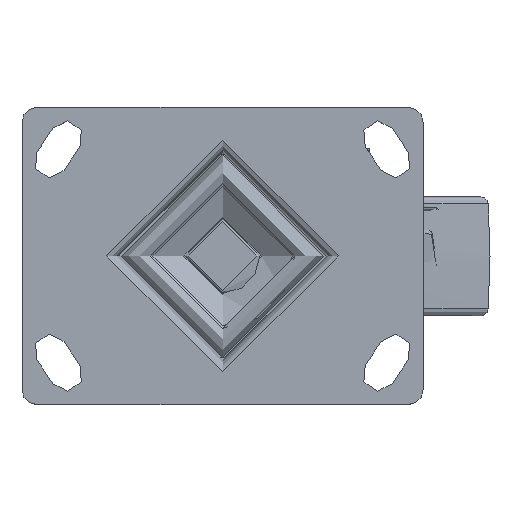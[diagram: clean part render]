
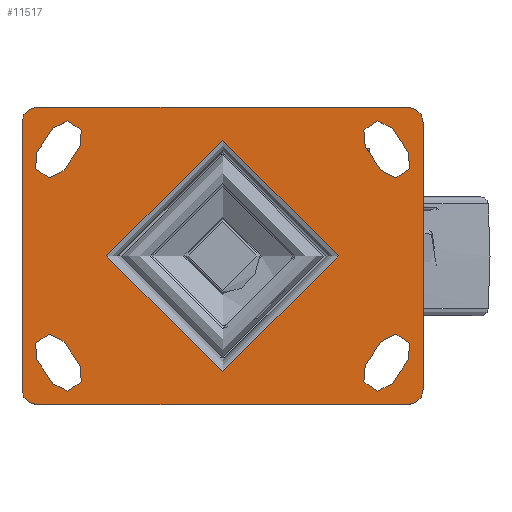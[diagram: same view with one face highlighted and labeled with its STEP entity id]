
A CAD part, top view. The second image highlights one B-rep face of the part: STEP entity #11517.
In plain terms, the highlighted planar face has unit normal (0, 0, 1).
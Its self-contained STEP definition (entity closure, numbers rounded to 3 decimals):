
#894=FACE_BOUND('',#3636,.T.);
#895=FACE_BOUND('',#3637,.T.);
#896=FACE_BOUND('',#3638,.T.);
#897=FACE_BOUND('',#3639,.T.);
#898=FACE_BOUND('',#3640,.T.);
#961=PLANE('',#12569);
#1374=LINE('',#17447,#2093);
#1376=LINE('',#17450,#2095);
#1378=LINE('',#17453,#2097);
#1380=LINE('',#17456,#2099);
#1382=LINE('',#17459,#2101);
#1384=LINE('',#17462,#2103);
#1386=LINE('',#17465,#2105);
#1388=LINE('',#17468,#2107);
#1389=LINE('',#17470,#2108);
#1391=LINE('',#17473,#2110);
#1392=LINE('',#17474,#2111);
#1393=LINE('',#17475,#2112);
#2093=VECTOR('',#14122,1000.);
#2095=VECTOR('',#14126,1000.);
#2097=VECTOR('',#14130,1000.);
#2099=VECTOR('',#14134,1000.);
#2101=VECTOR('',#14138,1000.);
#2103=VECTOR('',#14142,1000.);
#2105=VECTOR('',#14146,1000.);
#2107=VECTOR('',#14150,1000.);
#2108=VECTOR('',#14153,1000.);
#2110=VECTOR('',#14157,1000.);
#2111=VECTOR('',#14158,1000.);
#2112=VECTOR('',#14159,1000.);
#2904=FACE_OUTER_BOUND('',#3635,.T.);
#3635=EDGE_LOOP('',(#8162,#8163,#8164,#8165,#8166,#8167,#8168,#8169));
#3636=EDGE_LOOP('',(#8170,#8171,#8172,#8173));
#3637=EDGE_LOOP('',(#8174,#8175,#8176,#8177));
#3638=EDGE_LOOP('',(#8178,#8179,#8180,#8181));
#3639=EDGE_LOOP('',(#8182,#8183,#8184,#8185));
#3640=EDGE_LOOP('',(#8186));
#4398=CIRCLE('',#12388,39.);
#4511=CIRCLE('',#12525,5.);
#4513=CIRCLE('',#12528,5.);
#4515=CIRCLE('',#12531,5.);
#4517=CIRCLE('',#12534,5.);
#4520=CIRCLE('',#12538,5.5);
#4521=CIRCLE('',#12540,5.5);
#4524=CIRCLE('',#12544,5.5);
#4525=CIRCLE('',#12546,5.5);
#4528=CIRCLE('',#12550,5.5);
#4529=CIRCLE('',#12552,5.5);
#4532=CIRCLE('',#12556,5.5);
#4533=CIRCLE('',#12558,5.5);
#5013=VERTEX_POINT('',#16980);
#5180=VERTEX_POINT('',#17338);
#5181=VERTEX_POINT('',#17339);
#5184=VERTEX_POINT('',#17347);
#5185=VERTEX_POINT('',#17348);
#5188=VERTEX_POINT('',#17356);
#5189=VERTEX_POINT('',#17357);
#5192=VERTEX_POINT('',#17365);
#5193=VERTEX_POINT('',#17366);
#5198=VERTEX_POINT('',#17377);
#5199=VERTEX_POINT('',#17379);
#5200=VERTEX_POINT('',#17383);
#5201=VERTEX_POINT('',#17384);
#5206=VERTEX_POINT('',#17395);
#5207=VERTEX_POINT('',#17397);
#5208=VERTEX_POINT('',#17401);
#5209=VERTEX_POINT('',#17402);
#5214=VERTEX_POINT('',#17413);
#5215=VERTEX_POINT('',#17415);
#5216=VERTEX_POINT('',#17419);
#5217=VERTEX_POINT('',#17420);
#5222=VERTEX_POINT('',#17431);
#5223=VERTEX_POINT('',#17433);
#5224=VERTEX_POINT('',#17437);
#5225=VERTEX_POINT('',#17438);
#6098=EDGE_CURVE('',#5013,#5013,#4398,.T.);
#6277=EDGE_CURVE('',#5180,#5181,#4511,.T.);
#6281=EDGE_CURVE('',#5184,#5185,#4513,.T.);
#6285=EDGE_CURVE('',#5188,#5189,#4515,.T.);
#6289=EDGE_CURVE('',#5192,#5193,#4517,.T.);
#6295=EDGE_CURVE('',#5199,#5198,#4520,.T.);
#6297=EDGE_CURVE('',#5200,#5201,#4521,.T.);
#6303=EDGE_CURVE('',#5207,#5206,#4524,.T.);
#6305=EDGE_CURVE('',#5208,#5209,#4525,.T.);
#6311=EDGE_CURVE('',#5215,#5214,#4528,.T.);
#6313=EDGE_CURVE('',#5216,#5217,#4529,.T.);
#6319=EDGE_CURVE('',#5223,#5222,#4532,.T.);
#6321=EDGE_CURVE('',#5224,#5225,#4533,.T.);
#6326=EDGE_CURVE('',#5222,#5224,#1374,.T.);
#6328=EDGE_CURVE('',#5225,#5223,#1376,.T.);
#6330=EDGE_CURVE('',#5214,#5216,#1378,.T.);
#6332=EDGE_CURVE('',#5217,#5215,#1380,.T.);
#6334=EDGE_CURVE('',#5206,#5208,#1382,.T.);
#6336=EDGE_CURVE('',#5209,#5207,#1384,.T.);
#6338=EDGE_CURVE('',#5198,#5200,#1386,.T.);
#6340=EDGE_CURVE('',#5201,#5199,#1388,.T.);
#6341=EDGE_CURVE('',#5193,#5180,#1389,.T.);
#6343=EDGE_CURVE('',#5189,#5192,#1391,.T.);
#6344=EDGE_CURVE('',#5185,#5188,#1392,.T.);
#6345=EDGE_CURVE('',#5181,#5184,#1393,.T.);
#8162=ORIENTED_EDGE('',*,*,#6289,.F.);
#8163=ORIENTED_EDGE('',*,*,#6343,.F.);
#8164=ORIENTED_EDGE('',*,*,#6285,.F.);
#8165=ORIENTED_EDGE('',*,*,#6344,.F.);
#8166=ORIENTED_EDGE('',*,*,#6281,.F.);
#8167=ORIENTED_EDGE('',*,*,#6345,.F.);
#8168=ORIENTED_EDGE('',*,*,#6277,.F.);
#8169=ORIENTED_EDGE('',*,*,#6341,.F.);
#8170=ORIENTED_EDGE('',*,*,#6319,.T.);
#8171=ORIENTED_EDGE('',*,*,#6326,.T.);
#8172=ORIENTED_EDGE('',*,*,#6321,.T.);
#8173=ORIENTED_EDGE('',*,*,#6328,.T.);
#8174=ORIENTED_EDGE('',*,*,#6311,.T.);
#8175=ORIENTED_EDGE('',*,*,#6330,.T.);
#8176=ORIENTED_EDGE('',*,*,#6313,.T.);
#8177=ORIENTED_EDGE('',*,*,#6332,.T.);
#8178=ORIENTED_EDGE('',*,*,#6303,.T.);
#8179=ORIENTED_EDGE('',*,*,#6334,.T.);
#8180=ORIENTED_EDGE('',*,*,#6305,.T.);
#8181=ORIENTED_EDGE('',*,*,#6336,.T.);
#8182=ORIENTED_EDGE('',*,*,#6295,.T.);
#8183=ORIENTED_EDGE('',*,*,#6338,.T.);
#8184=ORIENTED_EDGE('',*,*,#6297,.T.);
#8185=ORIENTED_EDGE('',*,*,#6340,.T.);
#8186=ORIENTED_EDGE('',*,*,#6098,.F.);
#11517=ADVANCED_FACE('',(#2904,#894,#895,#896,#897,#898),#961,.T.);
#12388=AXIS2_PLACEMENT_3D('',#16981,#13697,#13698);
#12525=AXIS2_PLACEMENT_3D('',#17340,#14025,#14026);
#12528=AXIS2_PLACEMENT_3D('',#17349,#14033,#14034);
#12531=AXIS2_PLACEMENT_3D('',#17358,#14041,#14042);
#12534=AXIS2_PLACEMENT_3D('',#17367,#14049,#14050);
#12538=AXIS2_PLACEMENT_3D('',#17380,#14060,#14061);
#12540=AXIS2_PLACEMENT_3D('',#17385,#14065,#14066);
#12544=AXIS2_PLACEMENT_3D('',#17398,#14076,#14077);
#12546=AXIS2_PLACEMENT_3D('',#17403,#14081,#14082);
#12550=AXIS2_PLACEMENT_3D('',#17416,#14092,#14093);
#12552=AXIS2_PLACEMENT_3D('',#17421,#14097,#14098);
#12556=AXIS2_PLACEMENT_3D('',#17434,#14108,#14109);
#12558=AXIS2_PLACEMENT_3D('',#17439,#14113,#14114);
#12569=AXIS2_PLACEMENT_3D('',#17472,#14155,#14156);
#13697=DIRECTION('center_axis',(0.,0.,1.));
#13698=DIRECTION('ref_axis',(0.,-1.,0.));
#14025=DIRECTION('center_axis',(0.,0.,-1.));
#14026=DIRECTION('ref_axis',(0.707,0.707,0.));
#14033=DIRECTION('center_axis',(0.,0.,-1.));
#14034=DIRECTION('ref_axis',(0.707,-0.707,0.));
#14041=DIRECTION('center_axis',(0.,0.,-1.));
#14042=DIRECTION('ref_axis',(-0.707,-0.707,0.));
#14049=DIRECTION('center_axis',(0.,0.,-1.));
#14050=DIRECTION('ref_axis',(-0.707,0.707,0.));
#14060=DIRECTION('center_axis',(0.,0.,-1.));
#14061=DIRECTION('ref_axis',(-1.,0.,0.));
#14065=DIRECTION('center_axis',(0.,0.,-1.));
#14066=DIRECTION('ref_axis',(-1.,0.,0.));
#14076=DIRECTION('center_axis',(0.,0.,-1.));
#14077=DIRECTION('ref_axis',(1.,0.,0.));
#14081=DIRECTION('center_axis',(0.,0.,-1.));
#14082=DIRECTION('ref_axis',(1.,0.,0.));
#14092=DIRECTION('center_axis',(0.,0.,-1.));
#14093=DIRECTION('ref_axis',(1.,0.,0.));
#14097=DIRECTION('center_axis',(0.,0.,-1.));
#14098=DIRECTION('ref_axis',(1.,0.,0.));
#14108=DIRECTION('center_axis',(0.,0.,-1.));
#14109=DIRECTION('ref_axis',(-1.,0.,0.));
#14113=DIRECTION('center_axis',(0.,0.,-1.));
#14114=DIRECTION('ref_axis',(-1.,0.,0.));
#14122=DIRECTION('',(0.555,0.832,0.));
#14126=DIRECTION('',(-0.555,-0.832,0.));
#14130=DIRECTION('',(-0.555,0.832,0.));
#14134=DIRECTION('',(0.555,-0.832,0.));
#14138=DIRECTION('',(-0.555,-0.832,0.));
#14142=DIRECTION('',(0.555,0.832,0.));
#14146=DIRECTION('',(0.555,-0.832,0.));
#14150=DIRECTION('',(-0.555,0.832,0.));
#14153=DIRECTION('',(1.,0.,0.));
#14155=DIRECTION('center_axis',(0.,0.,1.));
#14156=DIRECTION('ref_axis',(1.,0.,0.));
#14157=DIRECTION('',(0.,1.,0.));
#14158=DIRECTION('',(-1.,0.,0.));
#14159=DIRECTION('',(0.,-1.,0.));
#16980=CARTESIAN_POINT('',(39.,0.,0.));
#16981=CARTESIAN_POINT('Origin',(0.,0.,0.));
#17338=CARTESIAN_POINT('',(62.5,50.,0.));
#17339=CARTESIAN_POINT('',(67.5,45.,0.));
#17340=CARTESIAN_POINT('Origin',(62.5,45.,0.));
#17347=CARTESIAN_POINT('',(67.5,-45.,0.));
#17348=CARTESIAN_POINT('',(62.5,-50.,0.));
#17349=CARTESIAN_POINT('Origin',(62.5,-45.,0.));
#17356=CARTESIAN_POINT('',(-62.5,-50.,0.));
#17357=CARTESIAN_POINT('',(-67.5,-45.,0.));
#17358=CARTESIAN_POINT('Origin',(-62.5,-45.,0.));
#17365=CARTESIAN_POINT('',(-67.5,45.,0.));
#17366=CARTESIAN_POINT('',(-62.5,50.,0.));
#17367=CARTESIAN_POINT('Origin',(-62.5,45.,0.));
#17377=CARTESIAN_POINT('',(57.15,42.938,0.));
#17379=CARTESIAN_POINT('',(48.,36.838,0.));
#17380=CARTESIAN_POINT('Origin',(52.5,40.,0.));
#17383=CARTESIAN_POINT('',(62.5,34.912,0.));
#17384=CARTESIAN_POINT('',(53.35,28.812,0.));
#17385=CARTESIAN_POINT('Origin',(58.,31.75,0.));
#17395=CARTESIAN_POINT('',(-48.,36.838,0.));
#17397=CARTESIAN_POINT('',(-57.15,42.938,0.));
#17398=CARTESIAN_POINT('Origin',(-52.5,40.,0.));
#17401=CARTESIAN_POINT('',(-53.35,28.812,0.));
#17402=CARTESIAN_POINT('',(-62.5,34.912,0.));
#17403=CARTESIAN_POINT('Origin',(-58.,31.75,0.));
#17413=CARTESIAN_POINT('',(-57.15,-42.938,0.));
#17415=CARTESIAN_POINT('',(-48.,-36.838,0.));
#17416=CARTESIAN_POINT('Origin',(-52.5,-40.,0.));
#17419=CARTESIAN_POINT('',(-62.5,-34.912,0.));
#17420=CARTESIAN_POINT('',(-53.35,-28.812,0.));
#17421=CARTESIAN_POINT('Origin',(-58.,-31.75,0.));
#17431=CARTESIAN_POINT('',(48.,-36.838,0.));
#17433=CARTESIAN_POINT('',(57.15,-42.938,0.));
#17434=CARTESIAN_POINT('Origin',(52.5,-40.,0.));
#17437=CARTESIAN_POINT('',(53.35,-28.812,0.));
#17438=CARTESIAN_POINT('',(62.5,-34.912,0.));
#17439=CARTESIAN_POINT('Origin',(58.,-31.75,0.));
#17447=CARTESIAN_POINT('',(50.454,-33.157,0.));
#17450=CARTESIAN_POINT('',(59.604,-39.257,0.));
#17453=CARTESIAN_POINT('',(-59.604,-39.257,0.));
#17456=CARTESIAN_POINT('',(-50.454,-33.157,0.));
#17459=CARTESIAN_POINT('',(-50.454,33.157,0.));
#17462=CARTESIAN_POINT('',(-59.604,39.257,0.));
#17465=CARTESIAN_POINT('',(59.604,39.257,0.));
#17468=CARTESIAN_POINT('',(50.454,33.157,0.));
#17470=CARTESIAN_POINT('',(0.,50.,0.));
#17472=CARTESIAN_POINT('Origin',(0.,0.,0.));
#17473=CARTESIAN_POINT('',(-67.5,0.,0.));
#17474=CARTESIAN_POINT('',(0.,-50.,0.));
#17475=CARTESIAN_POINT('',(67.5,0.,0.));
